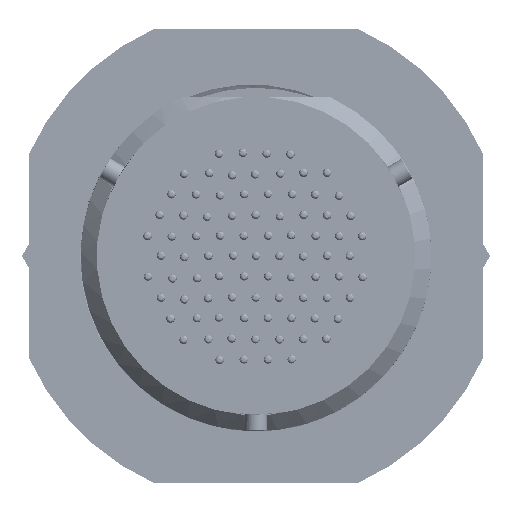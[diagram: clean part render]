
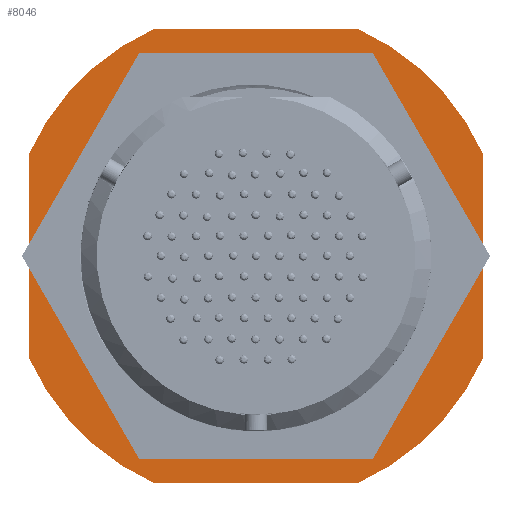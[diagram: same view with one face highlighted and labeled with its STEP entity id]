
A CAD part, front view. The second image highlights one B-rep face of the part: STEP entity #8046.
In plain terms, the highlighted planar face has unit normal (0, -1, 0).
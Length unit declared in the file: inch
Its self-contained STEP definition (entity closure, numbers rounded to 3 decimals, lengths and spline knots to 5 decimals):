
#423=FACE_BOUND('',#2663,.T.);
#968=PLANE('',#8563);
#1133=LINE('',#12610,#1520);
#1134=LINE('',#12614,#1521);
#1135=LINE('',#12618,#1522);
#1136=LINE('',#12621,#1523);
#1520=VECTOR('',#9808,0.3937);
#1521=VECTOR('',#9811,0.3937);
#1522=VECTOR('',#9814,0.3937);
#1523=VECTOR('',#9817,0.3937);
#2197=FACE_OUTER_BOUND('',#2662,.T.);
#2662=EDGE_LOOP('',(#6045,#6046,#6047,#6048,#6049,#6050,#6051,#6052));
#2663=EDGE_LOOP('',(#6053));
#3559=CIRCLE('',#8560,0.6955);
#3561=CIRCLE('',#8564,0.883);
#3562=CIRCLE('',#8565,0.883);
#3563=CIRCLE('',#8566,0.883);
#3564=CIRCLE('',#8567,0.883);
#4173=VERTEX_POINT('',#12599);
#4175=VERTEX_POINT('',#12606);
#4176=VERTEX_POINT('',#12607);
#4177=VERTEX_POINT('',#12609);
#4178=VERTEX_POINT('',#12611);
#4179=VERTEX_POINT('',#12613);
#4180=VERTEX_POINT('',#12615);
#4181=VERTEX_POINT('',#12617);
#4182=VERTEX_POINT('',#12619);
#4911=EDGE_CURVE('',#4173,#4173,#3559,.T.);
#4914=EDGE_CURVE('',#4175,#4176,#3561,.T.);
#4915=EDGE_CURVE('',#4175,#4177,#1133,.T.);
#4916=EDGE_CURVE('',#4178,#4177,#3562,.T.);
#4917=EDGE_CURVE('',#4178,#4179,#1134,.T.);
#4918=EDGE_CURVE('',#4180,#4179,#3563,.T.);
#4919=EDGE_CURVE('',#4181,#4180,#1135,.T.);
#4920=EDGE_CURVE('',#4182,#4181,#3564,.T.);
#4921=EDGE_CURVE('',#4176,#4182,#1136,.T.);
#6045=ORIENTED_EDGE('',*,*,#4914,.F.);
#6046=ORIENTED_EDGE('',*,*,#4915,.T.);
#6047=ORIENTED_EDGE('',*,*,#4916,.F.);
#6048=ORIENTED_EDGE('',*,*,#4917,.T.);
#6049=ORIENTED_EDGE('',*,*,#4918,.F.);
#6050=ORIENTED_EDGE('',*,*,#4919,.F.);
#6051=ORIENTED_EDGE('',*,*,#4920,.F.);
#6052=ORIENTED_EDGE('',*,*,#4921,.F.);
#6053=ORIENTED_EDGE('',*,*,#4911,.T.);
#8046=ADVANCED_FACE('',(#2197,#423),#968,.F.);
#8560=AXIS2_PLACEMENT_3D('',#12600,#9797,#9798);
#8563=AXIS2_PLACEMENT_3D('',#12605,#9804,#9805);
#8564=AXIS2_PLACEMENT_3D('',#12608,#9806,#9807);
#8565=AXIS2_PLACEMENT_3D('',#12612,#9809,#9810);
#8566=AXIS2_PLACEMENT_3D('',#12616,#9812,#9813);
#8567=AXIS2_PLACEMENT_3D('',#12620,#9815,#9816);
#9797=DIRECTION('center_axis',(0.,1.,0.));
#9798=DIRECTION('ref_axis',(1.,0.,0.));
#9804=DIRECTION('center_axis',(0.,1.,0.));
#9805=DIRECTION('ref_axis',(1.,0.,0.));
#9806=DIRECTION('center_axis',(0.,1.,0.));
#9807=DIRECTION('ref_axis',(1.,0.,0.));
#9808=DIRECTION('',(0.,0.,-1.));
#9809=DIRECTION('center_axis',(0.,1.,0.));
#9810=DIRECTION('ref_axis',(1.,0.,0.));
#9811=DIRECTION('',(1.,0.,0.));
#9812=DIRECTION('center_axis',(0.,1.,0.));
#9813=DIRECTION('ref_axis',(1.,0.,0.));
#9814=DIRECTION('',(0.,0.,-1.));
#9815=DIRECTION('center_axis',(0.,1.,0.));
#9816=DIRECTION('ref_axis',(1.,0.,0.));
#9817=DIRECTION('',(1.,0.,0.));
#12599=CARTESIAN_POINT('',(-0.6955,0.,0.));
#12600=CARTESIAN_POINT('Origin',(0.,0.,0.));
#12605=CARTESIAN_POINT('Origin',(0.,0.,0.));
#12606=CARTESIAN_POINT('',(-0.8045,0.,0.36396));
#12607=CARTESIAN_POINT('',(-0.36396,0.,0.8045));
#12608=CARTESIAN_POINT('Origin',(0.,0.,0.));
#12609=CARTESIAN_POINT('',(-0.8045,0.,-0.36396));
#12610=CARTESIAN_POINT('',(-0.8045,0.,0.36396));
#12611=CARTESIAN_POINT('',(-0.36396,0.,-0.8045));
#12612=CARTESIAN_POINT('Origin',(0.,0.,0.));
#12613=CARTESIAN_POINT('',(0.36396,0.,-0.8045));
#12614=CARTESIAN_POINT('',(-0.51434,0.,-0.8045));
#12615=CARTESIAN_POINT('',(0.8045,0.,-0.36396));
#12616=CARTESIAN_POINT('Origin',(0.,0.,0.));
#12617=CARTESIAN_POINT('',(0.8045,0.,0.36396));
#12618=CARTESIAN_POINT('',(0.8045,0.,0.36396));
#12619=CARTESIAN_POINT('',(0.36396,0.,0.8045));
#12620=CARTESIAN_POINT('Origin',(0.,0.,0.));
#12621=CARTESIAN_POINT('',(-0.57603,0.,0.8045));
